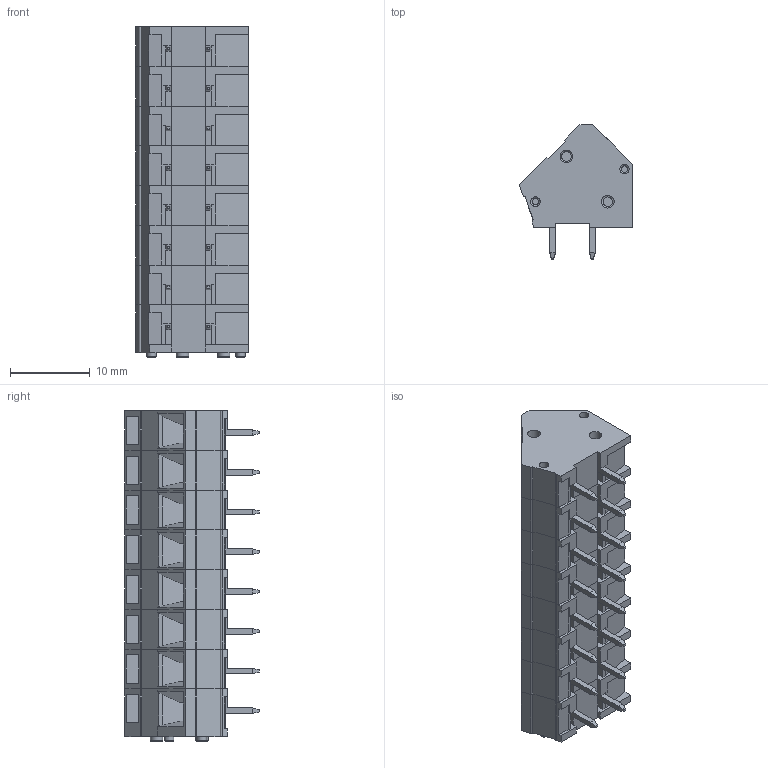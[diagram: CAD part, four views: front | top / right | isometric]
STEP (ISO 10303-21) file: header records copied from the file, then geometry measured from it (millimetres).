
FILE_DESCRIPTION((''),'2;1');
FILE_NAME('10696.1_PZK3000_8_50.stp','2010-06-29T10:35:31',('svogel'),(''),'Autodesk Inventor 11','Autodesk Inventor 11','');
FILE_SCHEMA(('AUTOMOTIVE_DESIGN { 1 0 10303 214 1 1 1 1 }'));
Length unit declared in the file: millimetre
Products named in the file (3): Baugruppe6; PZK3000_1_50; PZK3000_1_50_ohne_SAW
Assembly tree (8 placements, depth 2):
  Baugruppe6
    PZK3000_1_50
    PZK3000_1_50_ohne_SAW  x7
Bounding box: 14.2 x 16.9 x 41.6 mm (x, y, z)
Volume: 4726.1 mm3; surface area: 5437.9 mm2
Topology: 8 solids, 8 shells, 782 faces, 1868 edges, 1170 vertices
Faces by surface type: plane 634, cylinder 84, bspline 32, torus 32
Full cylindrical faces by diameter (mm): 1.16 x16, 1.2 x18, 1.56 x16, 1.6 x18
Entity records: 6136 total; most frequent: CARTESIAN_POINT 1399, DIRECTION 934, ORIENTED_EDGE 904, EDGE_CURVE 452, VECTOR 388, LINE 388, VERTEX_POINT 306, AXIS2_PLACEMENT_3D 273
